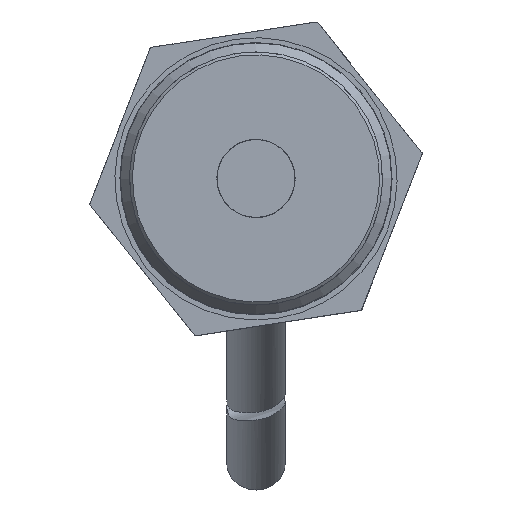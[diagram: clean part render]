
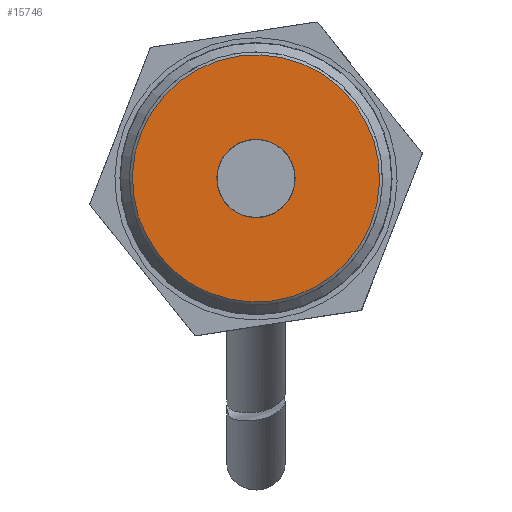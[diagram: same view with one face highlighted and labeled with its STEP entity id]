
A CAD part, top view. The second image highlights one B-rep face of the part: STEP entity #15746.
In plain terms, the highlighted face is planar.
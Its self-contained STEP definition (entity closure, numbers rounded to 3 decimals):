
#1940 = VERTEX_POINT ( 'NONE', #75378 ) ;
#5523 = EDGE_LOOP ( 'NONE', ( #11445 ) ) ;
#8346 = FACE_BOUND ( 'NONE', #5523, .T. ) ;
#11445 = ORIENTED_EDGE ( 'NONE', *, *, #92958, .F. ) ;
#15746 = ADVANCED_FACE ( 'NONE', ( #8346, #83234 ), #23142, .F. ) ;
#18798 = AXIS2_PLACEMENT_3D ( 'NONE', #32429, #92990, #62464 ) ;
#21710 = CARTESIAN_POINT ( 'NONE',  ( 12.7, 0., 0. ) ) ;
#23142 = PLANE ( 'NONE',  #32190 ) ;
#32190 = AXIS2_PLACEMENT_3D ( 'NONE', #37924, #66992, #67958 ) ;
#32429 = CARTESIAN_POINT ( 'NONE',  ( 0., 0., 0. ) ) ;
#35508 = VERTEX_POINT ( 'NONE', #21710 ) ;
#37924 = CARTESIAN_POINT ( 'NONE',  ( 0., 0., 0. ) ) ;
#41191 = CARTESIAN_POINT ( 'NONE',  ( 0., 0., 0. ) ) ;
#42344 = CIRCLE ( 'NONE', #67514, 4.025 ) ;
#62464 = DIRECTION ( 'NONE',  ( 1., 0., 0. ) ) ;
#66992 = DIRECTION ( 'NONE',  ( 0., 0., 1. ) ) ;
#67514 = AXIS2_PLACEMENT_3D ( 'NONE', #41191, #92914, #86007 ) ;
#67958 = DIRECTION ( 'NONE',  ( 1., 0., 0. ) ) ;
#69345 = EDGE_CURVE ( 'NONE', #35508, #35508, #87974, .T. ) ;
#69815 = EDGE_LOOP ( 'NONE', ( #90949 ) ) ;
#75378 = CARTESIAN_POINT ( 'NONE',  ( -4.025, 0., 0. ) ) ;
#83234 = FACE_OUTER_BOUND ( 'NONE', #69815, .T. ) ;
#86007 = DIRECTION ( 'NONE',  ( -1., 0., 0. ) ) ;
#87974 = CIRCLE ( 'NONE', #18798, 12.7 ) ;
#90949 = ORIENTED_EDGE ( 'NONE', *, *, #69345, .T. ) ;
#92914 = DIRECTION ( 'NONE',  ( 0., 0., -1. ) ) ;
#92958 = EDGE_CURVE ( 'NONE', #1940, #1940, #42344, .T. ) ;
#92990 = DIRECTION ( 'NONE',  ( 0., 0., -1. ) ) ;
